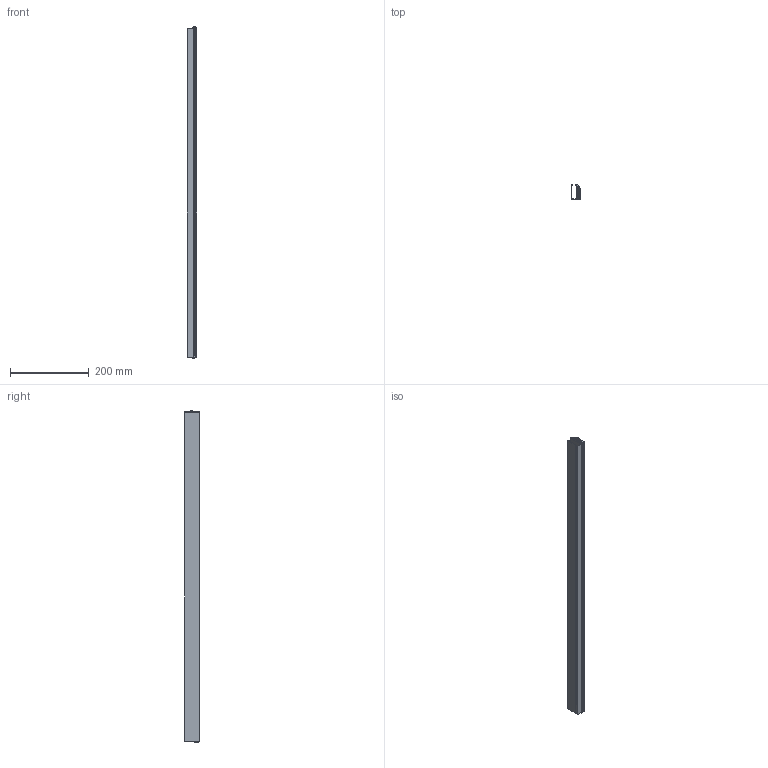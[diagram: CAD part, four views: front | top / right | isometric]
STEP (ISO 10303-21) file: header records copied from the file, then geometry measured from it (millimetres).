
FILE_DESCRIPTION (( 'STEP AP203' ), '1' );
FILE_NAME ('kg-a10_schmal_834.step', '2025-08-05T13:14:14', ( '' ), ( '' ), 'SwSTEP 2.0', 'SolidWorks 2023', '' );
FILE_SCHEMA (( 'CONFIG_CONTROL_DESIGN' ));
Length unit declared in the file: millimetre
Products named in the file (8): Betätigungsteil_WA; kg-a10_schmal_834; Aussengehäuse_WA_834; Innengeometrie_WA_834; Abschlusskappe KG-S schmal - rechts_1000883-Haube KG-S schmal li ohne Bohrung; Schutzprofil KG A10 schmal_834; M2.9x13; Abschlusskappe KG-S schmal - links B_1000883-Haube KG-S schmal li ohne Bohrung
Assembly tree (8 placements, depth 2):
  kg-a10_schmal_834
    Schutzprofil KG A10 schmal_834
    Aussengehäuse_WA_834
    Betätigungsteil_WA
    Innengeometrie_WA_834
    Abschlusskappe KG-S schmal - links B_1000883-Haube KG-S schmal li ohne Bohrung
    M2.9x13  x2
    Abschlusskappe KG-S schmal - rechts_1000883-Haube KG-S schmal li ohne Bohrung
Bounding box: 24.67 x 38 x 843.05 mm (x, y, z)
Volume: 313420 mm3; surface area: 407211 mm2
Topology: 23 solids, 23 shells, 1230 faces, 3391 edges, 2244 vertices
Faces by surface type: plane 678, bspline 421, cylinder 85, cone 33, torus 13
Entity records: 52258 total; most frequent: CARTESIAN_POINT 23680, ORIENTED_EDGE 6586, DIRECTION 4116, EDGE_CURVE 3293, VECTOR 2224, LINE 2224, VERTEX_POINT 2188, EDGE_LOOP 1323
